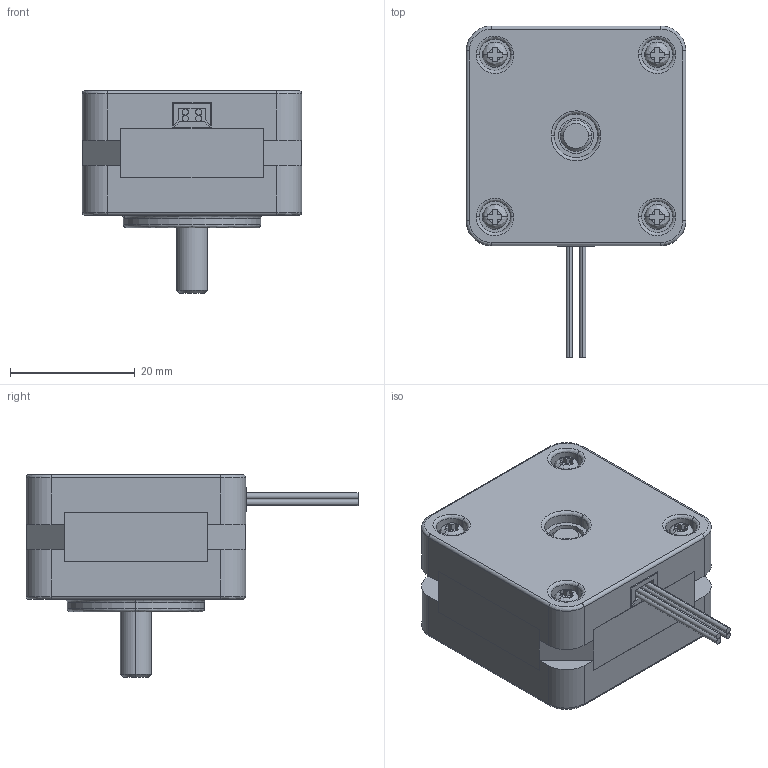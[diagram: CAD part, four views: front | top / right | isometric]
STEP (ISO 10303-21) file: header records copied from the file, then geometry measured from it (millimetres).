
FILE_DESCRIPTION (( 'STEP AP214' ), '1' );
FILE_NAME ('14HS08-0404S.STEP', '2018-03-05T05:33:47', ( '' ), ( '' ), 'SwSTEP 2.0', 'SolidWorks 2014', '' );
FILE_SCHEMA (( 'AUTOMOTIVE_DESIGN' ));
Length unit declared in the file: millimetre
Products named in the file (1): 14HS08-0404S
Bounding box: 35.21 x 53.21 x 32.5 mm (x, y, z)
Volume: 24898.1 mm3; surface area: 6435.2 mm2
Topology: 1 solids, 1 shells, 241 faces, 602 edges, 380 vertices
Faces by surface type: plane 135, cylinder 62, bspline 32, cone 12
Entity records: 10263 total; most frequent: CARTESIAN_POINT 2096, ORIENTED_EDGE 1188, DIRECTION 1070, EDGE_CURVE 594, VERTEX_POINT 380, AXIS2_PLACEMENT_3D 362, LINE 346, VECTOR 346
